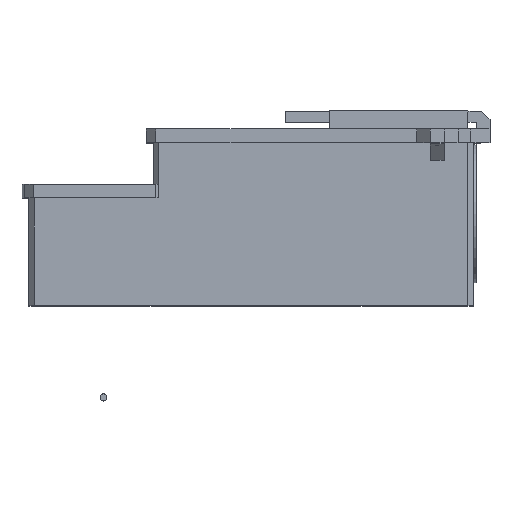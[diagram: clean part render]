
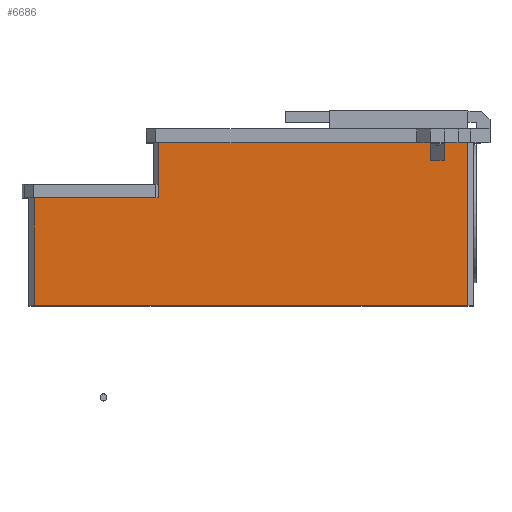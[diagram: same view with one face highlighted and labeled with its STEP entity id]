
A CAD part, top view. The second image highlights one B-rep face of the part: STEP entity #6686.
In plain terms, the highlighted planar face has unit normal (0, 0, 1).
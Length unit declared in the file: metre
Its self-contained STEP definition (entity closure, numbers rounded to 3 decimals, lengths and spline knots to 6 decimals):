
#377=LINE('',#10243,#1133);
#378=LINE('',#10246,#1134);
#379=LINE('',#10248,#1135);
#380=LINE('',#10250,#1136);
#381=LINE('',#10252,#1137);
#382=LINE('',#10254,#1138);
#383=LINE('',#10256,#1139);
#384=LINE('',#10258,#1140);
#385=LINE('',#10260,#1141);
#386=LINE('',#10262,#1142);
#1133=VECTOR('',#8346,1.);
#1134=VECTOR('',#8347,1.);
#1135=VECTOR('',#8348,1.);
#1136=VECTOR('',#8349,1.);
#1137=VECTOR('',#8350,1.);
#1138=VECTOR('',#8351,1.);
#1139=VECTOR('',#8352,1.);
#1140=VECTOR('',#8353,1.);
#1141=VECTOR('',#8354,1.);
#1142=VECTOR('',#8355,1.);
#1684=PLANE('',#7216);
#2685=ORIENTED_EDGE('',*,*,#4092,.F.);
#2686=ORIENTED_EDGE('',*,*,#4093,.T.);
#2687=ORIENTED_EDGE('',*,*,#4094,.T.);
#2688=ORIENTED_EDGE('',*,*,#4095,.F.);
#2689=ORIENTED_EDGE('',*,*,#4096,.T.);
#2690=ORIENTED_EDGE('',*,*,#4097,.T.);
#2691=ORIENTED_EDGE('',*,*,#4098,.T.);
#2692=ORIENTED_EDGE('',*,*,#4099,.T.);
#2693=ORIENTED_EDGE('',*,*,#4100,.T.);
#2694=ORIENTED_EDGE('',*,*,#4101,.F.);
#4092=EDGE_CURVE('',#4887,#4888,#377,.T.);
#4093=EDGE_CURVE('',#4887,#4889,#378,.F.);
#4094=EDGE_CURVE('',#4889,#4890,#379,.T.);
#4095=EDGE_CURVE('',#4891,#4890,#380,.T.);
#4096=EDGE_CURVE('',#4891,#4892,#381,.T.);
#4097=EDGE_CURVE('',#4892,#4893,#382,.T.);
#4098=EDGE_CURVE('',#4893,#4894,#383,.T.);
#4099=EDGE_CURVE('',#4894,#4895,#384,.T.);
#4100=EDGE_CURVE('',#4895,#4896,#385,.T.);
#4101=EDGE_CURVE('',#4888,#4896,#386,.T.);
#4887=VERTEX_POINT('',#10244);
#4888=VERTEX_POINT('',#10245);
#4889=VERTEX_POINT('',#10247);
#4890=VERTEX_POINT('',#10249);
#4891=VERTEX_POINT('',#10251);
#4892=VERTEX_POINT('',#10253);
#4893=VERTEX_POINT('',#10255);
#4894=VERTEX_POINT('',#10257);
#4895=VERTEX_POINT('',#10259);
#4896=VERTEX_POINT('',#10261);
#5644=EDGE_LOOP('',(#2685,#2686,#2687,#2688,#2689,#2690,#2691,#2692,#2693,
#2694));
#6172=FACE_BOUND('',#5644,.T.);
#6686=ADVANCED_FACE('',(#6172),#1684,.F.);
#7216=AXIS2_PLACEMENT_3D('',#10242,#8344,#8345);
#8344=DIRECTION('',(0.,0.,-1.));
#8345=DIRECTION('',(0.,1.,0.));
#8346=DIRECTION('',(0.,1.,0.));
#8347=DIRECTION('',(1.,0.,0.));
#8348=DIRECTION('',(0.,1.,0.));
#8349=DIRECTION('',(1.,0.,0.));
#8350=DIRECTION('',(0.,-1.,0.));
#8351=DIRECTION('',(-1.,0.,0.));
#8352=DIRECTION('',(0.,-1.,0.));
#8353=DIRECTION('',(1.,0.,0.));
#8354=DIRECTION('',(0.,1.,0.));
#8355=DIRECTION('',(1.,0.,0.));
#10242=CARTESIAN_POINT('',(-0.000284,0.002,0.0815));
#10243=CARTESIAN_POINT('',(0.069139,0.052,0.0815));
#10244=CARTESIAN_POINT('',(0.069139,0.052596,0.0815));
#10245=CARTESIAN_POINT('',(0.069139,0.062,0.0815));
#10246=CARTESIAN_POINT('',(-0.000284,0.052596,0.0815));
#10247=CARTESIAN_POINT('',(0.064139,0.052596,0.0815));
#10248=CARTESIAN_POINT('',(0.064139,0.052,0.0815));
#10249=CARTESIAN_POINT('',(0.064139,0.062,0.0815));
#10250=CARTESIAN_POINT('',(-0.000284,0.062,0.0815));
#10251=CARTESIAN_POINT('',(-0.034284,0.062,0.0815));
#10252=CARTESIAN_POINT('',(-0.034284,0.002,0.0815));
#10253=CARTESIAN_POINT('',(-0.034284,0.042,0.0815));
#10254=CARTESIAN_POINT('',(-0.058784,0.042,0.0815));
#10255=CARTESIAN_POINT('',(-0.079284,0.042,0.0815));
#10256=CARTESIAN_POINT('',(-0.079284,0.,0.0815));
#10257=CARTESIAN_POINT('',(-0.079284,0.,0.0815));
#10258=CARTESIAN_POINT('',(-0.000284,0.,0.0815));
#10259=CARTESIAN_POINT('',(0.077716,0.,0.0815));
#10260=CARTESIAN_POINT('',(0.077716,0.002,0.0815));
#10261=CARTESIAN_POINT('',(0.077716,0.062,0.0815));
#10262=CARTESIAN_POINT('',(-0.000284,0.062,0.0815));
